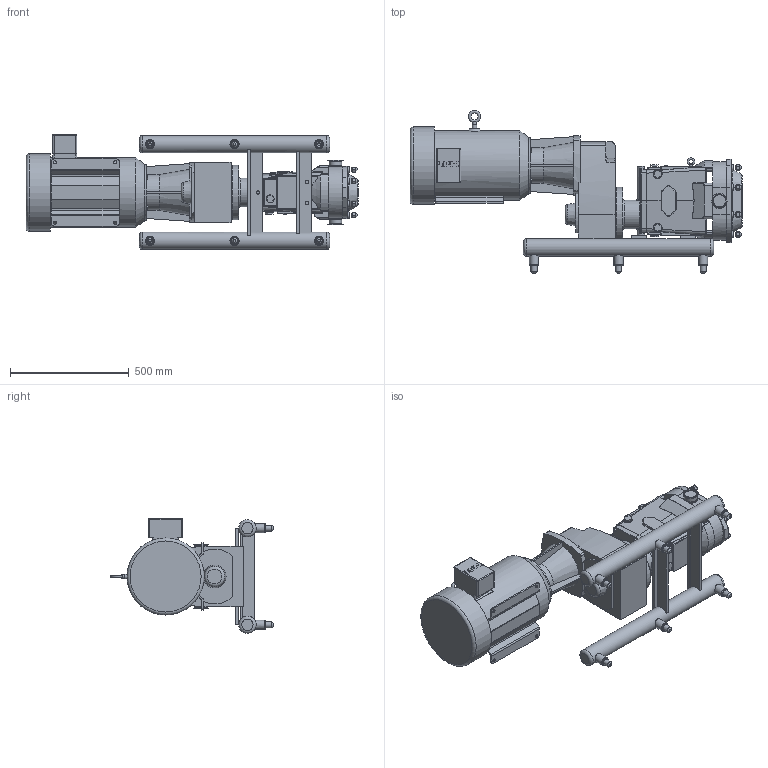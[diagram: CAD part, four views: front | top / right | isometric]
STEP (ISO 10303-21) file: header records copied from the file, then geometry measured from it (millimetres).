
FILE_DESCRIPTION(/* description */ (''),/* implementation_level */ '2;1');
FILE_NAME(/* name */ 'U2_045U2_256TC_2x2_S-Line_20HP_SM.stp',/* time_stamp */ '2020-10-20T15:39:34+05:00',/* author */ ('trtmhr'),/* organization */ (''),/* preprocessor_version */ 'ST-DEVELOPER v17',/* originating_system */ 'Autodesk Inventor 2018',/* authorisation */ '');
FILE_SCHEMA (('AUTOMOTIVE_DESIGN { 1 0 10303 214 3 1 1 }'));
Length unit declared in the file: inch
Products named in the file (1): U2_045U2_256TC_2x2_S-Line_20HP_SM
Bounding box: 1396.7 x 685.29 x 483.68 mm (x, y, z)
Volume: 88430204 mm3; surface area: 2604464.6 mm2
Topology: 4 solids, 4 shells, 1077 faces, 2810 edges, 1807 vertices
Faces by surface type: plane 486, cylinder 298, bspline 124, torus 96, cone 47, sphere 26
Full cylindrical faces by diameter (mm): 5.08 x1, 12.395 x5, 12.7 x4, 13.462 x4, 14.3 x3, 14.478 x1, 19.05 x8, 19.304 x1, 25.4 x14, 33.02 x1, 35.052 x2, 38.1 x6, 50.8 x2, 53.188 x4, 54.204 x2, 64.008 x2, 120.65 x1, 229.997 x1, 230.124 x1, 232.994 x1, 292.329 x1, 324.612 x1
Entity records: 37643 total; most frequent: CARTESIAN_POINT 10912, ORIENTED_EDGE 5596, DIRECTION 5550, EDGE_CURVE 2798, AXIS2_PLACEMENT_3D 2072, VERTEX_POINT 1807, LINE 1406, VECTOR 1406
